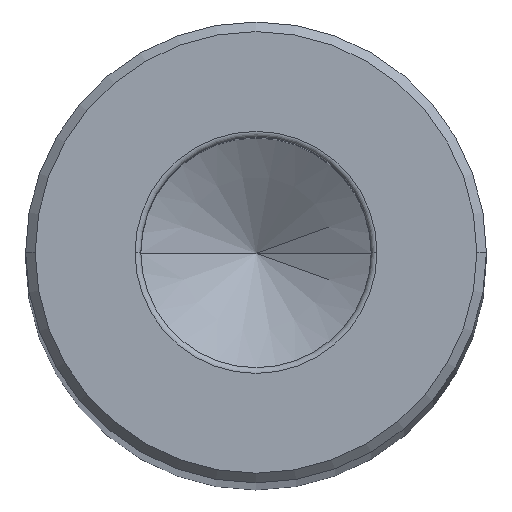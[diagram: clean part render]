
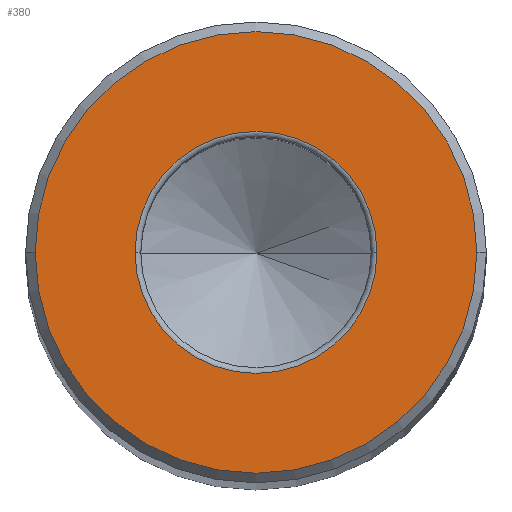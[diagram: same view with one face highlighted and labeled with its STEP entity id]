
A CAD part, top view. The second image highlights one B-rep face of the part: STEP entity #380.
In plain terms, the highlighted planar face has unit normal (0, 0, 1).
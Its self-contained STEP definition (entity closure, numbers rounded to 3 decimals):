
#31 = VERTEX_POINT ( 'NONE', #447 ) ;
#58 = AXIS2_PLACEMENT_3D ( 'NONE', #530, #617, #615 ) ;
#65 = VERTEX_POINT ( 'NONE', #518 ) ;
#70 = AXIS2_PLACEMENT_3D ( 'NONE', #458, #561, #329 ) ;
#77 = CARTESIAN_POINT ( 'NONE',  ( -6.3, 0., 0. ) ) ;
#88 = DIRECTION ( 'NONE',  ( 0., 0., 1. ) ) ;
#92 = CARTESIAN_POINT ( 'NONE',  ( 0., 0., 0. ) ) ;
#109 = ORIENTED_EDGE ( 'NONE', *, *, #268, .T. ) ;
#112 = CIRCLE ( 'NONE', #244, 6.3 ) ;
#133 = DIRECTION ( 'NONE',  ( 1., 0., 0. ) ) ;
#141 = VERTEX_POINT ( 'NONE', #77 ) ;
#148 = DIRECTION ( 'NONE',  ( 1., 0., 0. ) ) ;
#178 = AXIS2_PLACEMENT_3D ( 'NONE', #624, #473, #133 ) ;
#193 = DIRECTION ( 'NONE',  ( 0., 0., -1. ) ) ;
#209 = EDGE_LOOP ( 'NONE', ( #343, #109 ) ) ;
#244 = AXIS2_PLACEMENT_3D ( 'NONE', #585, #193, #148 ) ;
#262 = EDGE_LOOP ( 'NONE', ( #324, #475 ) ) ;
#268 = EDGE_CURVE ( 'NONE', #141, #288, #562, .T. ) ;
#280 = EDGE_CURVE ( 'NONE', #31, #65, #348, .T. ) ;
#288 = VERTEX_POINT ( 'NONE', #376 ) ;
#292 = EDGE_CURVE ( 'NONE', #65, #31, #425, .T. ) ;
#293 = DIRECTION ( 'NONE',  ( 1., 0., 0. ) ) ;
#324 = ORIENTED_EDGE ( 'NONE', *, *, #292, .T. ) ;
#329 = DIRECTION ( 'NONE',  ( 1., 0., 0. ) ) ;
#343 = ORIENTED_EDGE ( 'NONE', *, *, #513, .T. ) ;
#348 = CIRCLE ( 'NONE', #58, 11.5 ) ;
#368 = PLANE ( 'NONE',  #70 ) ;
#376 = CARTESIAN_POINT ( 'NONE',  ( 6.3, 0., 0. ) ) ;
#380 = ADVANCED_FACE ( 'NONE', ( #608, #616 ), #368, .T. ) ;
#425 = CIRCLE ( 'NONE', #603, 11.5 ) ;
#447 = CARTESIAN_POINT ( 'NONE',  ( 11.5, 0., 0. ) ) ;
#458 = CARTESIAN_POINT ( 'NONE',  ( 0., 0., 0. ) ) ;
#473 = DIRECTION ( 'NONE',  ( 0., 0., -1. ) ) ;
#475 = ORIENTED_EDGE ( 'NONE', *, *, #280, .T. ) ;
#513 = EDGE_CURVE ( 'NONE', #288, #141, #112, .T. ) ;
#518 = CARTESIAN_POINT ( 'NONE',  ( -11.5, 0., 0. ) ) ;
#530 = CARTESIAN_POINT ( 'NONE',  ( 0., 0., 0. ) ) ;
#561 = DIRECTION ( 'NONE',  ( 0., 0., 1. ) ) ;
#562 = CIRCLE ( 'NONE', #178, 6.3 ) ;
#585 = CARTESIAN_POINT ( 'NONE',  ( 0., 0., 0. ) ) ;
#603 = AXIS2_PLACEMENT_3D ( 'NONE', #92, #88, #293 ) ;
#608 = FACE_BOUND ( 'NONE', #209, .T. ) ;
#615 = DIRECTION ( 'NONE',  ( 1., 0., 0. ) ) ;
#616 = FACE_OUTER_BOUND ( 'NONE', #262, .T. ) ;
#617 = DIRECTION ( 'NONE',  ( 0., 0., 1. ) ) ;
#624 = CARTESIAN_POINT ( 'NONE',  ( 0., 0., 0. ) ) ;
